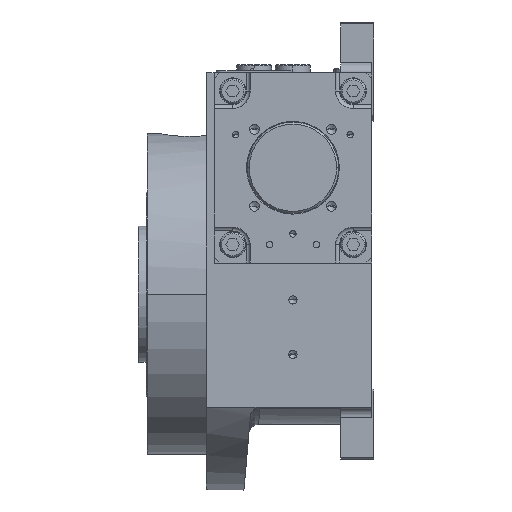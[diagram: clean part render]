
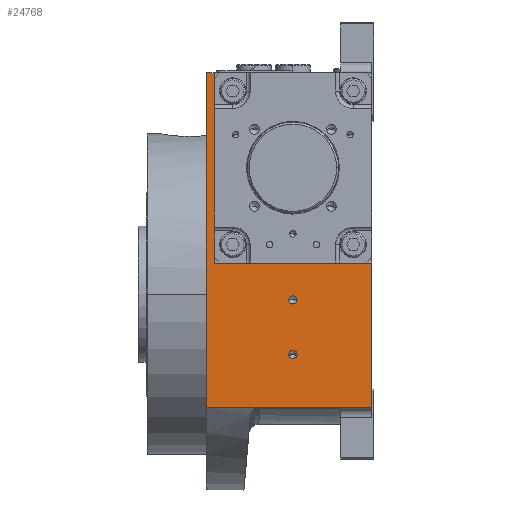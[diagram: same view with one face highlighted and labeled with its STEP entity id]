
A CAD part, left-side view. The second image highlights one B-rep face of the part: STEP entity #24768.
In plain terms, the highlighted planar face has unit normal (-1, 0, 0).
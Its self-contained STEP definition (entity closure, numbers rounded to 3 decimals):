
#2859=DIRECTION('',(0.,0.,1.));
#2860=VECTOR('',#2859,98.);
#2861=CARTESIAN_POINT('',(-82.5,40.5,16.));
#2862=LINE('',#2861,#2860);
#4917=CARTESIAN_POINT('',(-82.5,0.,-31.));
#4918=DIRECTION('',(-1.,0.,0.));
#4919=DIRECTION('',(0.,1.,0.));
#4920=AXIS2_PLACEMENT_3D('',#4917,#4918,#4919);
#4922=CARTESIAN_POINT('',(-82.5,0.,-31.));
#4923=DIRECTION('',(-1.,0.,0.));
#4924=DIRECTION('',(0.,-1.,0.));
#4925=AXIS2_PLACEMENT_3D('',#4922,#4923,#4924);
#4927=CARTESIAN_POINT('',(-82.5,0.,-3.));
#4928=DIRECTION('',(-1.,0.,0.));
#4929=DIRECTION('',(0.,1.,0.));
#4930=AXIS2_PLACEMENT_3D('',#4927,#4928,#4929);
#4932=CARTESIAN_POINT('',(-82.5,0.,-3.));
#4933=DIRECTION('',(-1.,0.,0.));
#4934=DIRECTION('',(0.,-1.,0.));
#4935=AXIS2_PLACEMENT_3D('',#4932,#4933,#4934);
#4937=DIRECTION('',(0.,-1.,0.));
#4938=VECTOR('',#4937,4.);
#4939=CARTESIAN_POINT('',(-82.5,44.5,114.));
#4940=LINE('',#4939,#4938);
#4941=DIRECTION('',(0.,-1.,0.));
#4942=VECTOR('',#4941,81.);
#4943=CARTESIAN_POINT('',(-82.5,40.5,16.));
#4944=LINE('',#4943,#4942);
#4945=DIRECTION('',(0.,0.,-1.));
#4946=VECTOR('',#4945,74.264);
#4947=CARTESIAN_POINT('',(-82.5,-40.5,16.));
#4948=LINE('',#4947,#4946);
#5006=DIRECTION('',(0.,0.,-1.));
#5007=VECTOR('',#5006,58.264);
#5008=CARTESIAN_POINT('',(-82.5,44.5,0.));
#5009=LINE('',#5008,#5007);
#5081=DIRECTION('',(0.,0.,-1.));
#5082=VECTOR('',#5081,114.);
#5083=CARTESIAN_POINT('',(-82.5,44.5,114.));
#5084=LINE('',#5083,#5082);
#5673=DIRECTION('',(0.,-1.,0.));
#5674=VECTOR('',#5673,27.582);
#5675=CARTESIAN_POINT('',(-82.5,44.5,-58.264));
#5676=LINE('',#5675,#5674);
#5720=DIRECTION('',(0.,-1.,0.));
#5721=VECTOR('',#5720,57.418);
#5722=CARTESIAN_POINT('',(-82.5,16.918,
-58.264));
#5723=LINE('',#5722,#5721);
#11628=CARTESIAN_POINT('',(-82.5,44.5,0.));
#11630=VERTEX_POINT('',#11628);
#11631=CARTESIAN_POINT('',(-82.5,44.5,-58.264));
#11632=VERTEX_POINT('',#11631);
#11635=CARTESIAN_POINT('',(-82.5,44.5,114.));
#11636=VERTEX_POINT('',#11635);
#11637=CARTESIAN_POINT('',(-82.5,40.5,114.));
#11638=VERTEX_POINT('',#11637);
#11639=CARTESIAN_POINT('',(-82.5,40.5,16.));
#11640=VERTEX_POINT('',#11639);
#11641=CARTESIAN_POINT('',(-82.5,-40.5,16.));
#11642=VERTEX_POINT('',#11641);
#11643=CARTESIAN_POINT('',(-82.5,-40.5,-58.264));
#11644=VERTEX_POINT('',#11643);
#11645=CARTESIAN_POINT('',(-82.5,16.918,
-58.264));
#11646=VERTEX_POINT('',#11645);
#11647=CARTESIAN_POINT('',(-82.5,2.1,-3.));
#11648=CARTESIAN_POINT('',(-82.5,-2.1,-3.));
#11649=VERTEX_POINT('',#11647);
#11650=VERTEX_POINT('',#11648);
#11651=CARTESIAN_POINT('',(-82.5,2.1,-31.));
#11652=CARTESIAN_POINT('',(-82.5,-2.1,-31.));
#11653=VERTEX_POINT('',#11651);
#11654=VERTEX_POINT('',#11652);
#24737=CARTESIAN_POINT('',(-82.5,-40.5,-58.264));
#24738=DIRECTION('',(-1.,0.,0.));
#24739=DIRECTION('',(0.,0.,1.));
#24740=AXIS2_PLACEMENT_3D('',#24737,#24738,#24739);
#24741=PLANE('',#24740);
#24743=ORIENTED_EDGE('',*,*,#24742,.F.);
#24745=ORIENTED_EDGE('',*,*,#24744,.F.);
#24746=ORIENTED_EDGE('',*,*,#20640,.T.);
#24747=ORIENTED_EDGE('',*,*,#20559,.F.);
#24748=ORIENTED_EDGE('',*,*,#20485,.T.);
#24749=ORIENTED_EDGE('',*,*,#16120,.T.);
#24751=ORIENTED_EDGE('',*,*,#24750,.F.);
#24753=ORIENTED_EDGE('',*,*,#24752,.F.);
#24754=EDGE_LOOP('',(#24743,#24745,#24746,#24747,#24748,#24749,#24751,#24753));
#24755=FACE_OUTER_BOUND('',#24754,.F.);
#24757=ORIENTED_EDGE('',*,*,#24756,.T.);
#24759=ORIENTED_EDGE('',*,*,#24758,.T.);
#24760=EDGE_LOOP('',(#24757,#24759));
#24761=FACE_BOUND('',#24760,.F.);
#24763=ORIENTED_EDGE('',*,*,#24762,.T.);
#24765=ORIENTED_EDGE('',*,*,#24764,.T.);
#24766=EDGE_LOOP('',(#24763,#24765));
#24767=FACE_BOUND('',#24766,.F.);
#24768=ADVANCED_FACE('',(#24755,#24761,#24767),#24741,.T.);
#4921=CIRCLE('',#4920,2.1);
#4926=CIRCLE('',#4925,2.1);
#4931=CIRCLE('',#4930,2.1);
#4936=CIRCLE('',#4935,2.1);
#16120=EDGE_CURVE('',#11642,#11644,#4948,.T.);
#20485=EDGE_CURVE('',#11640,#11642,#4944,.T.);
#20559=EDGE_CURVE('',#11640,#11638,#2862,.T.);
#20640=EDGE_CURVE('',#11636,#11638,#4940,.T.);
#24742=EDGE_CURVE('',#11630,#11632,#5009,.T.);
#24744=EDGE_CURVE('',#11636,#11630,#5084,.T.);
#24750=EDGE_CURVE('',#11646,#11644,#5723,.T.);
#24752=EDGE_CURVE('',#11632,#11646,#5676,.T.);
#24756=EDGE_CURVE('',#11649,#11650,#4931,.T.);
#24758=EDGE_CURVE('',#11650,#11649,#4936,.T.);
#24762=EDGE_CURVE('',#11653,#11654,#4921,.T.);
#24764=EDGE_CURVE('',#11654,#11653,#4926,.T.);
